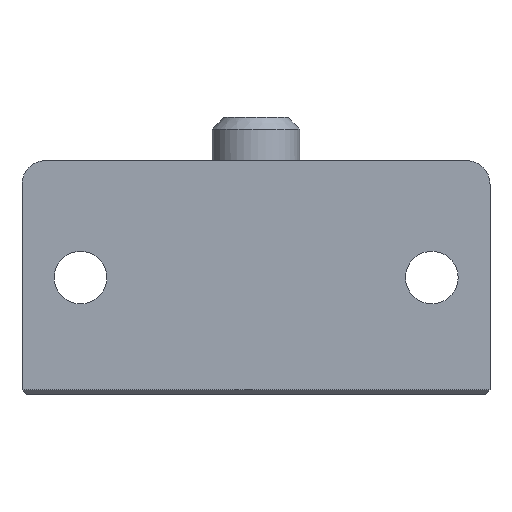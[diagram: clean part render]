
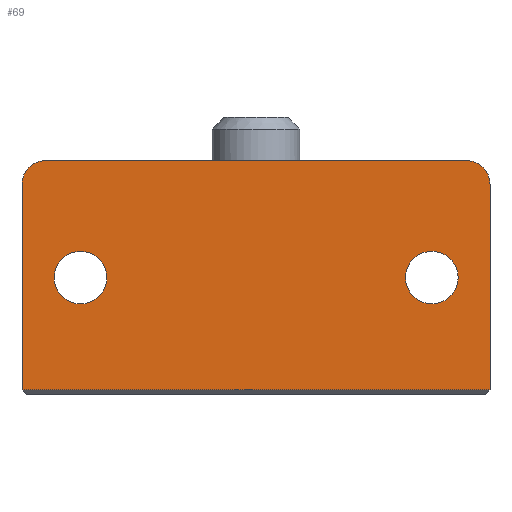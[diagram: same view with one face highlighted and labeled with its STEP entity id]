
A CAD part, front view. The second image highlights one B-rep face of the part: STEP entity #69.
In plain terms, the highlighted planar face has unit normal (0, -1, 0).
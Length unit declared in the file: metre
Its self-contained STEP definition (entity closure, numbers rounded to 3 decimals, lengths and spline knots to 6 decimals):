
#69 = ADVANCED_FACE( '', ( #127, #128, #129 ), #130, .F. );
#127 = FACE_BOUND( '', #191, .T. );
#128 = FACE_BOUND( '', #192, .T. );
#129 = FACE_OUTER_BOUND( '', #193, .T. );
#130 = PLANE( '', #194 );
#191 = EDGE_LOOP( '', ( #359 ) );
#192 = EDGE_LOOP( '', ( #360 ) );
#193 = EDGE_LOOP( '', ( #361, #362, #363, #364, #365, #366 ) );
#194 = AXIS2_PLACEMENT_3D( '', #367, #368, #369 );
#359 = ORIENTED_EDGE( '', *, *, #441, .F. );
#360 = ORIENTED_EDGE( '', *, *, #439, .F. );
#361 = ORIENTED_EDGE( '', *, *, #437, .F. );
#362 = ORIENTED_EDGE( '', *, *, #419, .T. );
#363 = ORIENTED_EDGE( '', *, *, #429, .T. );
#364 = ORIENTED_EDGE( '', *, *, #404, .T. );
#365 = ORIENTED_EDGE( '', *, *, #442, .F. );
#366 = ORIENTED_EDGE( '', *, *, #423, .T. );
#367 = CARTESIAN_POINT( '', ( 0., -0.0015, 0.003 ) );
#368 = DIRECTION( '', ( 0., 1., 0. ) );
#369 = DIRECTION( '', ( 0., 0., 1. ) );
#404 = EDGE_CURVE( '', #469, #473, #475, .T. );
#419 = EDGE_CURVE( '', #499, #497, #500, .F. );
#423 = EDGE_CURVE( '', #507, #505, #508, .F. );
#429 = EDGE_CURVE( '', #497, #469, #516, .T. );
#437 = EDGE_CURVE( '', #499, #505, #525, .T. );
#439 = EDGE_CURVE( '', #528, #528, #529, .T. );
#441 = EDGE_CURVE( '', #532, #532, #533, .T. );
#442 = EDGE_CURVE( '', #507, #473, #534, .T. );
#469 = VERTEX_POINT( '', #581 );
#473 = VERTEX_POINT( '', #587 );
#475 = LINE( '', #590, #591 );
#497 = VERTEX_POINT( '', #623 );
#499 = VERTEX_POINT( '', #626 );
#500 = CIRCLE( '', #627, 0.002 );
#505 = VERTEX_POINT( '', #633 );
#507 = VERTEX_POINT( '', #636 );
#508 = CIRCLE( '', #637, 0.002 );
#516 = LINE( '', #648, #649 );
#525 = LINE( '', #664, #665 );
#528 = VERTEX_POINT( '', #668 );
#529 = CIRCLE( '', #669, 0.00225 );
#532 = VERTEX_POINT( '', #672 );
#533 = CIRCLE( '', #673, 0.00225 );
#534 = LINE( '', #674, #675 );
#581 = CARTESIAN_POINT( '', ( -0.02, -0.0015, 0.0004 ) );
#587 = CARTESIAN_POINT( '', ( 0.02, -0.0015, 0.0004 ) );
#590 = CARTESIAN_POINT( '', ( 0., -0.0015, 0.0004 ) );
#591 = VECTOR( '', #699, 1. );
#623 = CARTESIAN_POINT( '', ( -0.02, -0.0015, 0.018 ) );
#626 = CARTESIAN_POINT( '', ( -0.018, -0.0015, 0.02 ) );
#627 = AXIS2_PLACEMENT_3D( '', #720, #721, #722 );
#633 = CARTESIAN_POINT( '', ( 0.018, -0.0015, 0.02 ) );
#636 = CARTESIAN_POINT( '', ( 0.02, -0.0015, 0.018 ) );
#637 = AXIS2_PLACEMENT_3D( '', #728, #729, #730 );
#648 = CARTESIAN_POINT( '', ( -0.02, -0.0015, 0.003 ) );
#649 = VECTOR( '', #740, 1. );
#664 = CARTESIAN_POINT( '', ( 0., -0.0015, 0.02 ) );
#665 = VECTOR( '', #750, 1. );
#668 = CARTESIAN_POINT( '', ( 0.017279, -0.0015, 0.01 ) );
#669 = AXIS2_PLACEMENT_3D( '', #754, #755, #756 );
#672 = CARTESIAN_POINT( '', ( -0.01275, -0.0015, 0.01 ) );
#673 = AXIS2_PLACEMENT_3D( '', #760, #761, #762 );
#674 = CARTESIAN_POINT( '', ( 0.02, -0.0015, 0.003 ) );
#675 = VECTOR( '', #763, 1. );
#699 = DIRECTION( '', ( 1., 0., 0. ) );
#720 = CARTESIAN_POINT( '', ( -0.018, -0.0015, 0.018 ) );
#721 = DIRECTION( '', ( 0., 1., 0. ) );
#722 = DIRECTION( '', ( 0., 0., 1. ) );
#728 = CARTESIAN_POINT( '', ( 0.018, -0.0015, 0.018 ) );
#729 = DIRECTION( '', ( 0., 1., 0. ) );
#730 = DIRECTION( '', ( 0., 0., 1. ) );
#740 = DIRECTION( '', ( 0., 0., -1. ) );
#750 = DIRECTION( '', ( 1., 0., 0. ) );
#754 = CARTESIAN_POINT( '', ( 0.015029, -0.0015, 0.01 ) );
#755 = DIRECTION( '', ( 0., -1., 0. ) );
#756 = DIRECTION( '', ( 1., 0., 0. ) );
#760 = CARTESIAN_POINT( '', ( -0.015, -0.0015, 0.01 ) );
#761 = DIRECTION( '', ( 0., -1., 0. ) );
#762 = DIRECTION( '', ( 1., 0., 0. ) );
#763 = DIRECTION( '', ( 0., 0., -1. ) );
